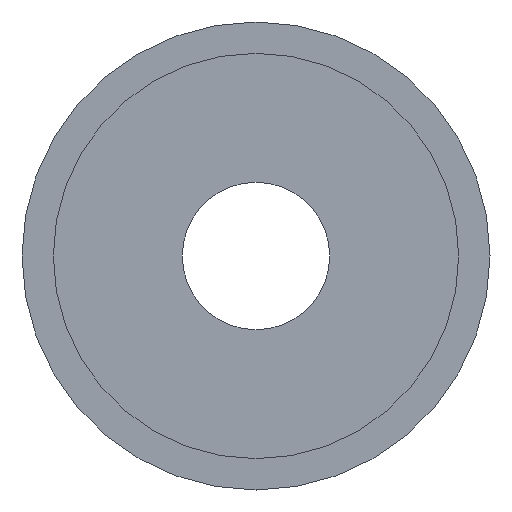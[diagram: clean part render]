
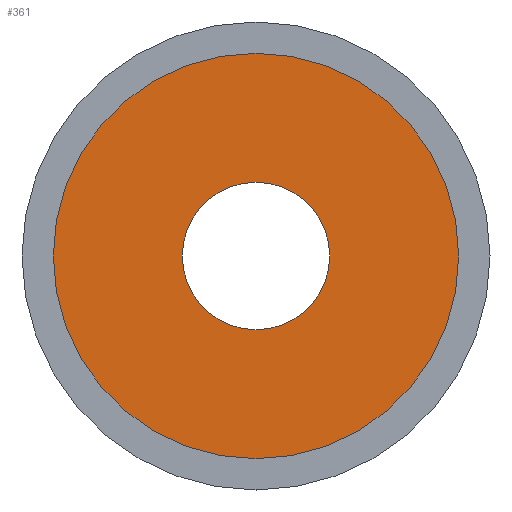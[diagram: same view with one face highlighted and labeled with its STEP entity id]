
A CAD part, front view. The second image highlights one B-rep face of the part: STEP entity #361.
In plain terms, the highlighted planar face has unit normal (0, -1, 0).
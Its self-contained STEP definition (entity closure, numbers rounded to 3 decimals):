
#3 = AXIS2_PLACEMENT_3D ( 'NONE', #387, #490, #420 ) ;
#50 = VERTEX_POINT ( 'NONE', #66 ) ;
#55 = DIRECTION ( 'NONE',  ( 0., 1., 0. ) ) ;
#63 = AXIS2_PLACEMENT_3D ( 'NONE', #579, #144, #368 ) ;
#66 = CARTESIAN_POINT ( 'NONE',  ( 5., 6.5, 0. ) ) ;
#76 = AXIS2_PLACEMENT_3D ( 'NONE', #372, #597, #482 ) ;
#103 = ORIENTED_EDGE ( 'NONE', *, *, #601, .T. ) ;
#135 = VERTEX_POINT ( 'NONE', #446 ) ;
#142 = DIRECTION ( 'NONE',  ( 0., 1., 0. ) ) ;
#144 = DIRECTION ( 'NONE',  ( 0., 1., 0. ) ) ;
#157 = VERTEX_POINT ( 'NONE', #605 ) ;
#166 = EDGE_CURVE ( 'NONE', #157, #350, #376, .T. ) ;
#182 = CIRCLE ( 'NONE', #233, 14.35 ) ;
#192 = EDGE_LOOP ( 'NONE', ( #495, #103 ) ) ;
#233 = AXIS2_PLACEMENT_3D ( 'NONE', #287, #55, #574 ) ;
#240 = CARTESIAN_POINT ( 'NONE',  ( 14.35, 6.5, 0. ) ) ;
#271 = ORIENTED_EDGE ( 'NONE', *, *, #166, .F. ) ;
#287 = CARTESIAN_POINT ( 'NONE',  ( 0., 6.5, 0. ) ) ;
#291 = EDGE_CURVE ( 'NONE', #135, #50, #566, .T. ) ;
#295 = EDGE_LOOP ( 'NONE', ( #271, #458 ) ) ;
#307 = DIRECTION ( 'NONE',  ( -1., 0., 0. ) ) ;
#317 = CIRCLE ( 'NONE', #63, 5. ) ;
#324 = AXIS2_PLACEMENT_3D ( 'NONE', #467, #142, #307 ) ;
#350 = VERTEX_POINT ( 'NONE', #240 ) ;
#361 = ADVANCED_FACE ( 'NONE', ( #534, #581 ), #395, .F. ) ;
#368 = DIRECTION ( 'NONE',  ( -1., 0., 0. ) ) ;
#372 = CARTESIAN_POINT ( 'NONE',  ( 0., 6.5, 0. ) ) ;
#376 = CIRCLE ( 'NONE', #324, 14.35 ) ;
#387 = CARTESIAN_POINT ( 'NONE',  ( 5., 6.5, 0. ) ) ;
#395 = PLANE ( 'NONE',  #3 ) ;
#420 = DIRECTION ( 'NONE',  ( -1., 0., 0. ) ) ;
#446 = CARTESIAN_POINT ( 'NONE',  ( -5., 6.5, 0. ) ) ;
#458 = ORIENTED_EDGE ( 'NONE', *, *, #497, .F. ) ;
#467 = CARTESIAN_POINT ( 'NONE',  ( 0., 6.5, 0. ) ) ;
#482 = DIRECTION ( 'NONE',  ( -1., 0., 0. ) ) ;
#490 = DIRECTION ( 'NONE',  ( 0., 1., 0. ) ) ;
#495 = ORIENTED_EDGE ( 'NONE', *, *, #291, .T. ) ;
#497 = EDGE_CURVE ( 'NONE', #350, #157, #182, .T. ) ;
#534 = FACE_OUTER_BOUND ( 'NONE', #295, .T. ) ;
#566 = CIRCLE ( 'NONE', #76, 5. ) ;
#574 = DIRECTION ( 'NONE',  ( -1., 0., 0. ) ) ;
#579 = CARTESIAN_POINT ( 'NONE',  ( 0., 6.5, 0. ) ) ;
#581 = FACE_BOUND ( 'NONE', #192, .T. ) ;
#597 = DIRECTION ( 'NONE',  ( 0., 1., 0. ) ) ;
#601 = EDGE_CURVE ( 'NONE', #50, #135, #317, .T. ) ;
#605 = CARTESIAN_POINT ( 'NONE',  ( -14.35, 6.5, 0. ) ) ;
